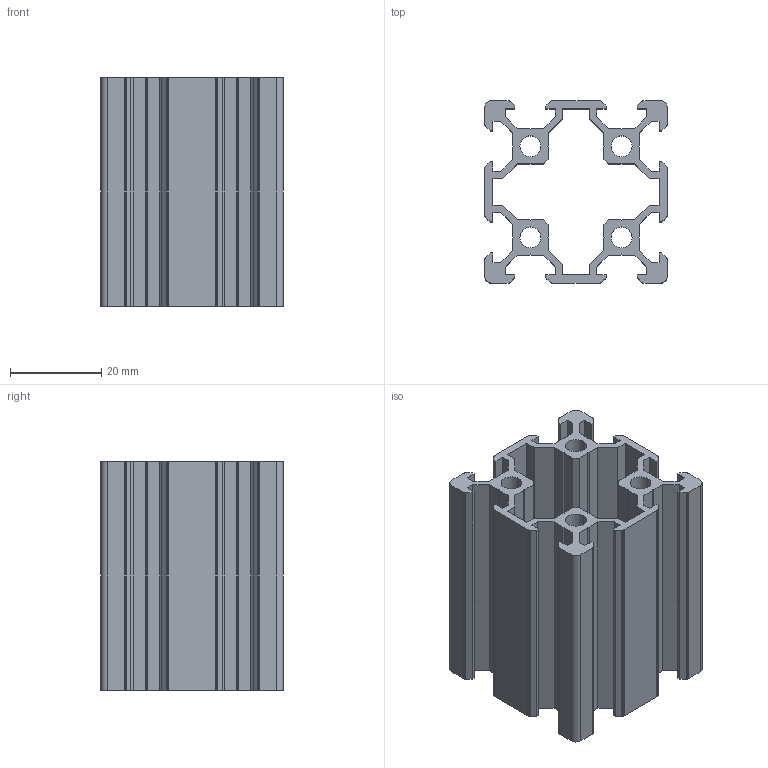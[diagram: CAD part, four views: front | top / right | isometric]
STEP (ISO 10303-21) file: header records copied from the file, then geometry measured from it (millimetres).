
FILE_DESCRIPTION (( 'STEP AP214' ), '1' );
FILE_NAME ('User Library-8-AS-6-4040-VSLOT.STEP', '2020-03-07T06:35:03', ( '' ), ( '' ), 'SwSTEP 2.0', 'SolidWorks 2019', '' );
FILE_SCHEMA (( 'AUTOMOTIVE_DESIGN' ));
Length unit declared in the file: millimetre
Products named in the file (1): User Library-8-AS-6-4040-VSLOT
Bounding box: 40 x 40 x 50 mm (x, y, z)
Volume: 22415.2 mm3; surface area: 24689.3 mm2
Topology: 1 solids, 1 shells, 386 faces, 1152 edges, 768 vertices
Faces by surface type: plane 374, cylinder 12
Entity records: 12774 total; most frequent: CARTESIAN_POINT 2307, ORIENTED_EDGE 2304, DIRECTION 1950, EDGE_CURVE 1152, VECTOR 1128, LINE 1128, VERTEX_POINT 768, AXIS2_PLACEMENT_3D 411
